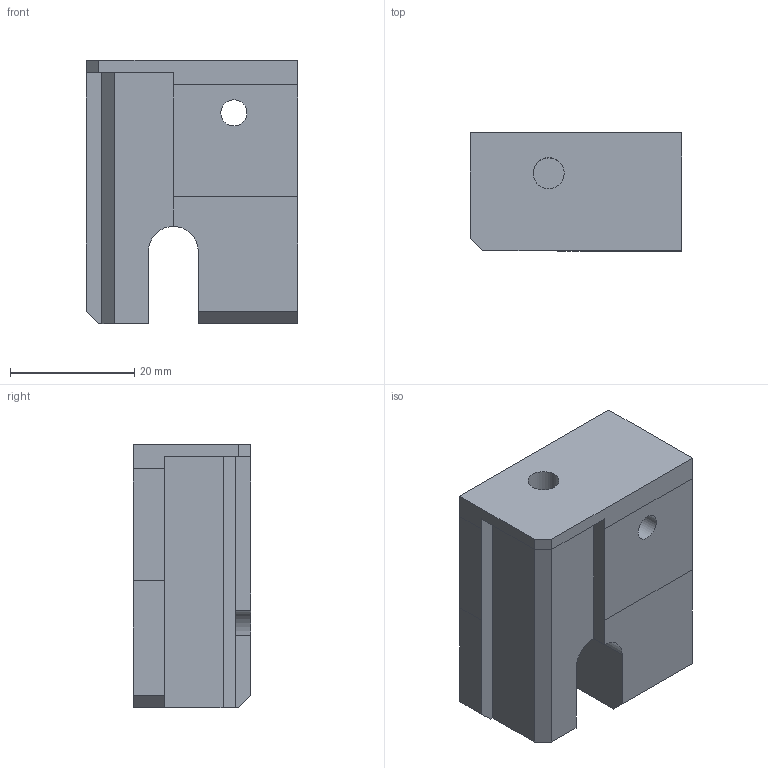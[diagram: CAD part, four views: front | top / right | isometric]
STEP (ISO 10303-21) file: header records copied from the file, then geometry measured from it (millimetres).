
FILE_DESCRIPTION(('FreeCAD Model'),'2;1');
FILE_NAME('Open CASCADE Shape Model','2024-11-15T12:20:11',(''),(''), 'Open CASCADE STEP processor 7.6','FreeCAD','Unknown');
FILE_SCHEMA(('AUTOMOTIVE_DESIGN { 1 0 10303 214 1 1 1 1 }'));
Length unit declared in the file: millimetre
Products named in the file (1): правый14июль
Bounding box: 34 x 19 x 42.5 mm (x, y, z)
Volume: 19572.8 mm3; surface area: 7424.4 mm2
Topology: 1 solids, 1 shells, 54 faces, 139 edges, 89 vertices
Faces by surface type: plane 47, cylinder 7
Full cylindrical faces by diameter (mm): 4.2 x2, 5 x3
Entity records: 3473 total; most frequent: CARTESIAN_POINT 603, DIRECTION 534, LINE 390, VECTOR 390, ORIENTED_EDGE 278, PCURVE 278, DEFINITIONAL_REPRESENTATION 278, EDGE_CURVE 139
